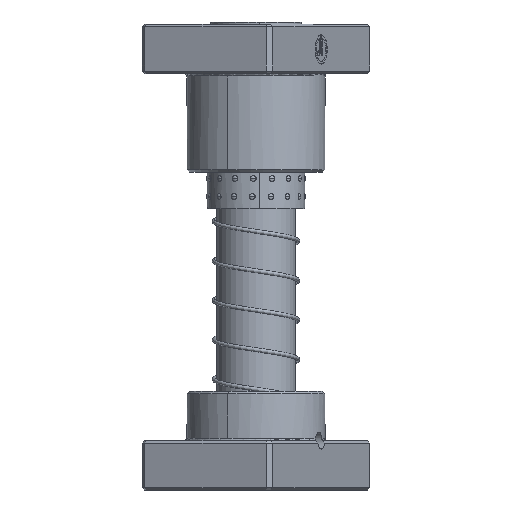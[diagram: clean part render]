
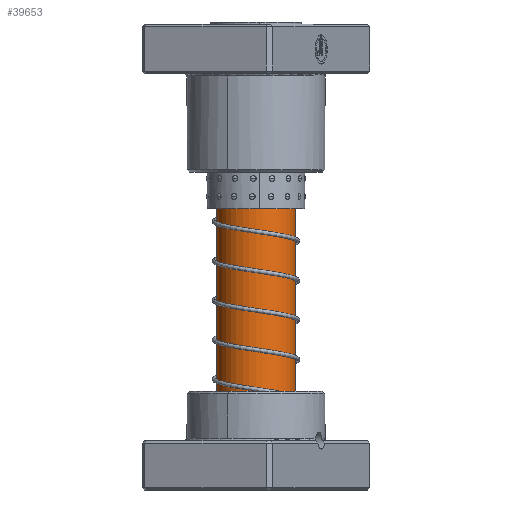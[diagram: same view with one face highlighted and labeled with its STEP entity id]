
A CAD part, front view. The second image highlights one B-rep face of the part: STEP entity #39653.
In plain terms, the highlighted cylindrical face has radius 16 mm (diameter 32 mm), a partial arc.
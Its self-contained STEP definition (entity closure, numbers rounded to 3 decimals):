
#516 = FACE_OUTER_BOUND ( 'NONE', #14339, .T. ) ;
#4694 = CARTESIAN_POINT ( 'NONE',  ( -16., 0., 24. ) ) ;
#4781 = LINE ( 'NONE', #32193, #40175 ) ;
#5598 = VERTEX_POINT ( 'NONE', #7209 ) ;
#5619 = CARTESIAN_POINT ( 'NONE',  ( -16., 0., 157.5 ) ) ;
#7209 = CARTESIAN_POINT ( 'NONE',  ( 16., 0., 24. ) ) ;
#9528 = EDGE_CURVE ( 'NONE', #23902, #21890, #4781, .T. ) ;
#10184 = AXIS2_PLACEMENT_3D ( 'NONE', #30763, #10196, #34222 ) ;
#10196 = DIRECTION ( 'NONE',  ( 0., 0., -1. ) ) ;
#11609 = DIRECTION ( 'NONE',  ( 0., 0., -1. ) ) ;
#12183 = CARTESIAN_POINT ( 'NONE',  ( 16., 0., 160. ) ) ;
#14293 = CARTESIAN_POINT ( 'NONE',  ( 0., 0., 24. ) ) ;
#14339 = EDGE_LOOP ( 'NONE', ( #26924, #34720, #30174, #37146 ) ) ;
#16305 = VECTOR ( 'NONE', #36221, 1000. ) ;
#17386 = LINE ( 'NONE', #12183, #16305 ) ;
#17734 = DIRECTION ( 'NONE',  ( -1., 0., 0. ) ) ;
#18144 = EDGE_CURVE ( 'NONE', #40041, #23902, #27938, .T. ) ;
#21296 = EDGE_CURVE ( 'NONE', #5598, #21890, #33559, .T. ) ;
#21890 = VERTEX_POINT ( 'NONE', #4694 ) ;
#22301 = DIRECTION ( 'NONE',  ( -1., 0., 0. ) ) ;
#23902 = VERTEX_POINT ( 'NONE', #5619 ) ;
#25740 = DIRECTION ( 'NONE',  ( 0., 0., -1. ) ) ;
#26924 = ORIENTED_EDGE ( 'NONE', *, *, #29054, .F. ) ;
#27938 = CIRCLE ( 'NONE', #10184, 16. ) ;
#29054 = EDGE_CURVE ( 'NONE', #40041, #5598, #17386, .T. ) ;
#30174 = ORIENTED_EDGE ( 'NONE', *, *, #9528, .T. ) ;
#30763 = CARTESIAN_POINT ( 'NONE',  ( 0., 0., 157.5 ) ) ;
#32193 = CARTESIAN_POINT ( 'NONE',  ( -16., 0., 160. ) ) ;
#33559 = CIRCLE ( 'NONE', #36642, 16. ) ;
#34222 = DIRECTION ( 'NONE',  ( 1., 0., 0. ) ) ;
#34720 = ORIENTED_EDGE ( 'NONE', *, *, #18144, .T. ) ;
#35466 = AXIS2_PLACEMENT_3D ( 'NONE', #39265, #25740, #22301 ) ;
#36221 = DIRECTION ( 'NONE',  ( 0., 0., -1. ) ) ;
#36642 = AXIS2_PLACEMENT_3D ( 'NONE', #14293, #38327, #17734 ) ;
#37146 = ORIENTED_EDGE ( 'NONE', *, *, #21296, .F. ) ;
#38327 = DIRECTION ( 'NONE',  ( 0., 0., -1. ) ) ;
#39265 = CARTESIAN_POINT ( 'NONE',  ( 0., 0., 160. ) ) ;
#39653 = ADVANCED_FACE ( 'NONE', ( #516 ), #43955, .T. ) ;
#40041 = VERTEX_POINT ( 'NONE', #42360 ) ;
#40175 = VECTOR ( 'NONE', #11609, 1000. ) ;
#42360 = CARTESIAN_POINT ( 'NONE',  ( 16., 0., 157.5 ) ) ;
#43955 = CYLINDRICAL_SURFACE ( 'NONE', #35466, 16. ) ;
